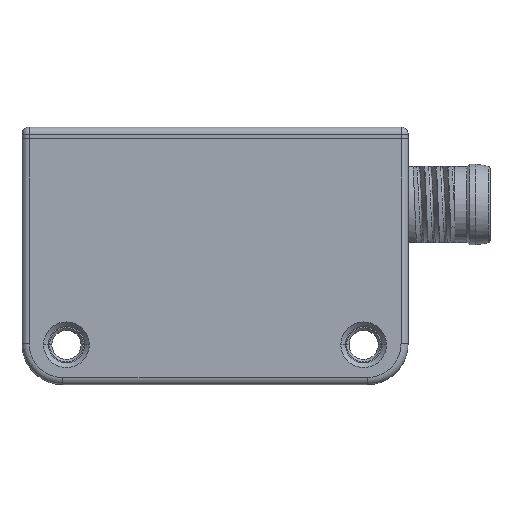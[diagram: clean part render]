
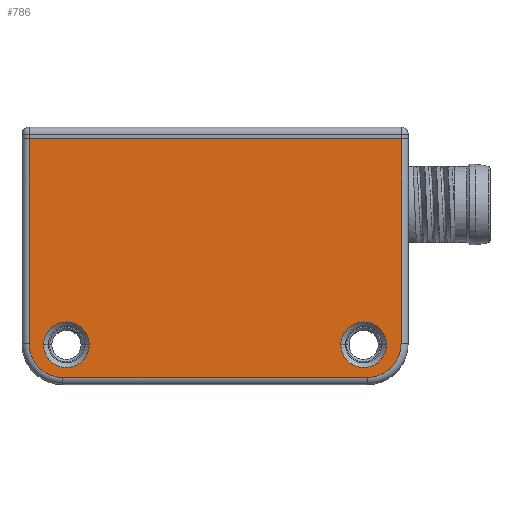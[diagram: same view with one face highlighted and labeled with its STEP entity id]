
A CAD part, top view. The second image highlights one B-rep face of the part: STEP entity #786.
In plain terms, the highlighted planar face has unit normal (0, 0, 1).
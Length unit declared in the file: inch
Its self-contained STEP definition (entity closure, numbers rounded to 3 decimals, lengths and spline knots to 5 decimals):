
#103 = CARTESIAN_POINT ( 'NONE',  ( 0.06763, 0.04649, 0.55118 ) ) ;
#145 = CARTESIAN_POINT ( 'NONE',  ( 1.26118, 0.0803, 0.55118 ) ) ;
#173 = DIRECTION ( 'NONE',  ( 0., 0., -1. ) ) ;
#197 = CARTESIAN_POINT ( 'NONE',  ( 1.16142, 0.02362, 0.55118 ) ) ;
#280 = B_SPLINE_CURVE_WITH_KNOTS ( 'NONE', 3,
 ( #8230, #5061, #8123, #3642 ),
 .UNSPECIFIED., .F., .F.,
 ( 4, 4 ),
 ( 0., 1. ),
 .UNSPECIFIED. ) ;
#436 = VERTEX_POINT ( 'NONE', #6614 ) ;
#523 = AXIS2_PLACEMENT_3D ( 'NONE', #9424, #1517, #804 ) ;
#635 = VERTEX_POINT ( 'NONE', #2828 ) ;
#749 = FACE_BOUND ( 'NONE', #5379, .T. ) ;
#786 = ADVANCED_FACE ( 'NONE', ( #8507, #749, #6207 ), #5391, .T. ) ;
#804 = DIRECTION ( 'NONE',  ( 1., 0., 0. ) ) ;
#830 = CARTESIAN_POINT ( 'NONE',  ( 1.27559, 0.1378, 0.55118 ) ) ;
#889 = ORIENTED_EDGE ( 'NONE', *, *, #9093, .F. ) ;
#903 = CARTESIAN_POINT ( 'NONE',  ( 1.16142, 0.02362, 0.55118 ) ) ;
#957 = CARTESIAN_POINT ( 'NONE',  ( 1.25272, 0.06763, 0.55118 ) ) ;
#1012 = AXIS2_PLACEMENT_3D ( 'NONE', #3192, #173, #2424 ) ;
#1134 = CARTESIAN_POINT ( 'NONE',  ( 0.12285, 0.02362, 0.55118 ) ) ;
#1253 = B_SPLINE_CURVE_WITH_KNOTS ( 'NONE', 3,
 ( #4711, #7817, #9399, #830 ),
 .UNSPECIFIED., .F., .F.,
 ( 4, 4 ),
 ( 0., 1. ),
 .UNSPECIFIED. ) ;
#1515 = CARTESIAN_POINT ( 'NONE',  ( 0., 0., 0.55118 ) ) ;
#1517 = DIRECTION ( 'NONE',  ( 0., 0., -1. ) ) ;
#1529 = CARTESIAN_POINT ( 'NONE',  ( 1.14961, 0.13386, 0.55118 ) ) ;
#1721 = CARTESIAN_POINT ( 'NONE',  ( 1.17636, 0.02362, 0.55118 ) ) ;
#1794 = EDGE_CURVE ( 'NONE', #436, #7468, #8329, .T. ) ;
#1946 = ORIENTED_EDGE ( 'NONE', *, *, #1794, .T. ) ;
#2145 = CIRCLE ( 'NONE', #1012, 0.07677 ) ;
#2317 = CIRCLE ( 'NONE', #5899, 0.07677 ) ;
#2404 = VERTEX_POINT ( 'NONE', #5510 ) ;
#2424 = DIRECTION ( 'NONE',  ( 1., 0., 0. ) ) ;
#2809 = CIRCLE ( 'NONE', #523, 0.07677 ) ;
#2828 = CARTESIAN_POINT ( 'NONE',  ( 0.07283, 0.13386, 0.55118 ) ) ;
#2930 = ORIENTED_EDGE ( 'NONE', *, *, #4049, .T. ) ;
#3024 = CARTESIAN_POINT ( 'NONE',  ( 0.0803, 0.03803, 0.55118 ) ) ;
#3090 = EDGE_CURVE ( 'NONE', #9255, #4761, #7957, .T. ) ;
#3192 = CARTESIAN_POINT ( 'NONE',  ( 1.14961, 0.13386, 0.55118 ) ) ;
#3216 = CARTESIAN_POINT ( 'NONE',  ( 1.27559, 0.82677, 0.55118 ) ) ;
#3246 = EDGE_CURVE ( 'NONE', #635, #5635, #2317, .T. ) ;
#3258 = CARTESIAN_POINT ( 'NONE',  ( 1.23158, 0.04649, 0.55118 ) ) ;
#3601 = B_SPLINE_CURVE_WITH_KNOTS ( 'NONE', 3,
 ( #6609, #8243, #9823, #4418 ),
 .UNSPECIFIED., .F., .F.,
 ( 4, 4 ),
 ( 0., 1. ),
 .UNSPECIFIED. ) ;
#3642 = CARTESIAN_POINT ( 'NONE',  ( 0.02362, 0.82677, 0.55118 ) ) ;
#4049 = EDGE_CURVE ( 'NONE', #7468, #436, #2145, .T. ) ;
#4088 = B_SPLINE_CURVE_WITH_KNOTS ( 'NONE', 3,
 ( #903, #4160, #6414, #4832 ),
 .UNSPECIFIED., .F., .F.,
 ( 4, 4 ),
 ( 0., 1. ),
 .UNSPECIFIED. ) ;
#4160 = CARTESIAN_POINT ( 'NONE',  ( 0.82021, 0.02362, 0.55118 ) ) ;
#4303 = EDGE_CURVE ( 'NONE', #4408, #2404, #280, .T. ) ;
#4367 = EDGE_CURVE ( 'NONE', #9903, #8983, #8607, .T. ) ;
#4408 = VERTEX_POINT ( 'NONE', #3216 ) ;
#4418 = CARTESIAN_POINT ( 'NONE',  ( 0.02362, 0.82677, 0.55118 ) ) ;
#4421 = ORIENTED_EDGE ( 'NONE', *, *, #6731, .T. ) ;
#4553 = CARTESIAN_POINT ( 'NONE',  ( 0.02362, 0.1378, 0.55118 ) ) ;
#4651 = DIRECTION ( 'NONE',  ( 1., 0., 0. ) ) ;
#4711 = CARTESIAN_POINT ( 'NONE',  ( 1.27559, 0.82677, 0.55118 ) ) ;
#4761 = VERTEX_POINT ( 'NONE', #4973 ) ;
#4832 = CARTESIAN_POINT ( 'NONE',  ( 0.1378, 0.02362, 0.55118 ) ) ;
#4887 = CARTESIAN_POINT ( 'NONE',  ( 1.1913, 0.02659, 0.55118 ) ) ;
#4973 = CARTESIAN_POINT ( 'NONE',  ( 1.16142, 0.02362, 0.55118 ) ) ;
#5056 = CARTESIAN_POINT ( 'NONE',  ( 1.22638, 0.13386, 0.55118 ) ) ;
#5061 = CARTESIAN_POINT ( 'NONE',  ( 0.85827, 0.82677, 0.55118 ) ) ;
#5136 = DIRECTION ( 'NONE',  ( 0., 0., -1. ) ) ;
#5315 = CARTESIAN_POINT ( 'NONE',  ( 0.02362, 0.12285, 0.55118 ) ) ;
#5379 = EDGE_LOOP ( 'NONE', ( #1946, #2930 ) ) ;
#5391 = PLANE ( 'NONE',  #9633 ) ;
#5510 = CARTESIAN_POINT ( 'NONE',  ( 0.02362, 0.82677, 0.55118 ) ) ;
#5635 = VERTEX_POINT ( 'NONE', #9002 ) ;
#5645 = CARTESIAN_POINT ( 'NONE',  ( 0.02362, 0.1378, 0.55118 ) ) ;
#5652 = CARTESIAN_POINT ( 'NONE',  ( 1.27559, 0.1378, 0.55118 ) ) ;
#5899 = AXIS2_PLACEMENT_3D ( 'NONE', #8250, #5136, #8352 ) ;
#5975 = ORIENTED_EDGE ( 'NONE', *, *, #3246, .T. ) ;
#6099 = ORIENTED_EDGE ( 'NONE', *, *, #6112, .F. ) ;
#6112 = EDGE_CURVE ( 'NONE', #4408, #9255, #1253, .T. ) ;
#6207 = FACE_OUTER_BOUND ( 'NONE', #8631, .T. ) ;
#6369 = CARTESIAN_POINT ( 'NONE',  ( 1.21892, 0.03803, 0.55118 ) ) ;
#6414 = CARTESIAN_POINT ( 'NONE',  ( 0.479, 0.02362, 0.55118 ) ) ;
#6444 = ORIENTED_EDGE ( 'NONE', *, *, #4367, .F. ) ;
#6542 = CARTESIAN_POINT ( 'NONE',  ( 0.1378, 0.02362, 0.55118 ) ) ;
#6609 = CARTESIAN_POINT ( 'NONE',  ( 0.02362, 0.1378, 0.55118 ) ) ;
#6614 = CARTESIAN_POINT ( 'NONE',  ( 1.07283, 0.13386, 0.55118 ) ) ;
#6731 = EDGE_CURVE ( 'NONE', #5635, #635, #2809, .T. ) ;
#6902 = CARTESIAN_POINT ( 'NONE',  ( 0.04649, 0.06763, 0.55118 ) ) ;
#6940 = ORIENTED_EDGE ( 'NONE', *, *, #9120, .F. ) ;
#6990 = ORIENTED_EDGE ( 'NONE', *, *, #3090, .F. ) ;
#7091 = CARTESIAN_POINT ( 'NONE',  ( 0.10791, 0.02659, 0.55118 ) ) ;
#7468 = VERTEX_POINT ( 'NONE', #5056 ) ;
#7817 = CARTESIAN_POINT ( 'NONE',  ( 1.27559, 0.59711, 0.55118 ) ) ;
#7957 = B_SPLINE_CURVE_WITH_KNOTS ( 'NONE', 3,
 ( #5652, #8757, #7995, #145, #957, #3258, #6369, #4887, #1721, #197 ),
 .UNSPECIFIED., .F., .F.,
 ( 4, 2, 2, 2, 4 ),
 ( 0., 0.25, 0.5, 0.75, 1. ),
 .UNSPECIFIED. ) ;
#7995 = CARTESIAN_POINT ( 'NONE',  ( 1.27262, 0.10791, 0.55118 ) ) ;
#8123 = CARTESIAN_POINT ( 'NONE',  ( 0.44094, 0.82677, 0.55118 ) ) ;
#8230 = CARTESIAN_POINT ( 'NONE',  ( 1.27559, 0.82677, 0.55118 ) ) ;
#8243 = CARTESIAN_POINT ( 'NONE',  ( 0.02362, 0.36745, 0.55118 ) ) ;
#8250 = CARTESIAN_POINT ( 'NONE',  ( 0.14961, 0.13386, 0.55118 ) ) ;
#8329 = CIRCLE ( 'NONE', #9795, 0.07677 ) ;
#8352 = DIRECTION ( 'NONE',  ( 1., 0., 0. ) ) ;
#8507 = FACE_BOUND ( 'NONE', #9561, .T. ) ;
#8607 = B_SPLINE_CURVE_WITH_KNOTS ( 'NONE', 3,
 ( #6542, #1134, #7091, #3024, #103, #6902, #10008, #9193, #5315, #4553 ),
 .UNSPECIFIED., .F., .F.,
 ( 4, 2, 2, 2, 4 ),
 ( 0., 0.25, 0.5, 0.75, 1. ),
 .UNSPECIFIED. ) ;
#8631 = EDGE_LOOP ( 'NONE', ( #6990, #6099, #9571, #6940, #6444, #889 ) ) ;
#8757 = CARTESIAN_POINT ( 'NONE',  ( 1.27559, 0.12285, 0.55118 ) ) ;
#8908 = CARTESIAN_POINT ( 'NONE',  ( 0.1378, 0.02362, 0.55118 ) ) ;
#8983 = VERTEX_POINT ( 'NONE', #5645 ) ;
#9002 = CARTESIAN_POINT ( 'NONE',  ( 0.22638, 0.13386, 0.55118 ) ) ;
#9093 = EDGE_CURVE ( 'NONE', #4761, #9903, #4088, .T. ) ;
#9120 = EDGE_CURVE ( 'NONE', #8983, #2404, #3601, .T. ) ;
#9173 = DIRECTION ( 'NONE',  ( 0., 0., 1. ) ) ;
#9193 = CARTESIAN_POINT ( 'NONE',  ( 0.02659, 0.10791, 0.55118 ) ) ;
#9255 = VERTEX_POINT ( 'NONE', #9876 ) ;
#9321 = DIRECTION ( 'NONE',  ( 1., 0., 0. ) ) ;
#9399 = CARTESIAN_POINT ( 'NONE',  ( 1.27559, 0.36745, 0.55118 ) ) ;
#9424 = CARTESIAN_POINT ( 'NONE',  ( 0.14961, 0.13386, 0.55118 ) ) ;
#9561 = EDGE_LOOP ( 'NONE', ( #5975, #4421 ) ) ;
#9571 = ORIENTED_EDGE ( 'NONE', *, *, #4303, .T. ) ;
#9633 = AXIS2_PLACEMENT_3D ( 'NONE', #1515, #9173, #9321 ) ;
#9795 = AXIS2_PLACEMENT_3D ( 'NONE', #1529, #10001, #4651 ) ;
#9823 = CARTESIAN_POINT ( 'NONE',  ( 0.02362, 0.59711, 0.55118 ) ) ;
#9876 = CARTESIAN_POINT ( 'NONE',  ( 1.27559, 0.1378, 0.55118 ) ) ;
#9903 = VERTEX_POINT ( 'NONE', #8908 ) ;
#10001 = DIRECTION ( 'NONE',  ( 0., 0., -1. ) ) ;
#10008 = CARTESIAN_POINT ( 'NONE',  ( 0.03803, 0.0803, 0.55118 ) ) ;
